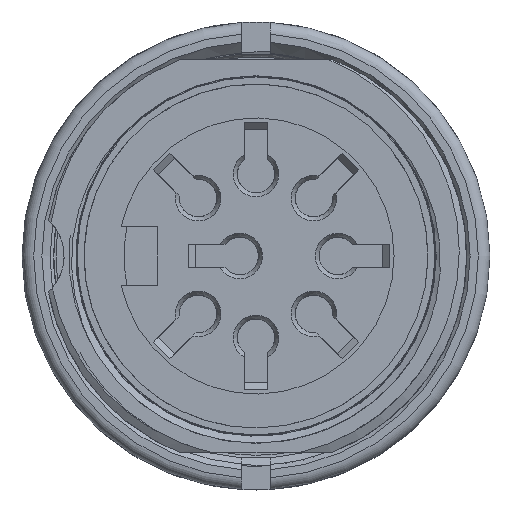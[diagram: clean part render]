
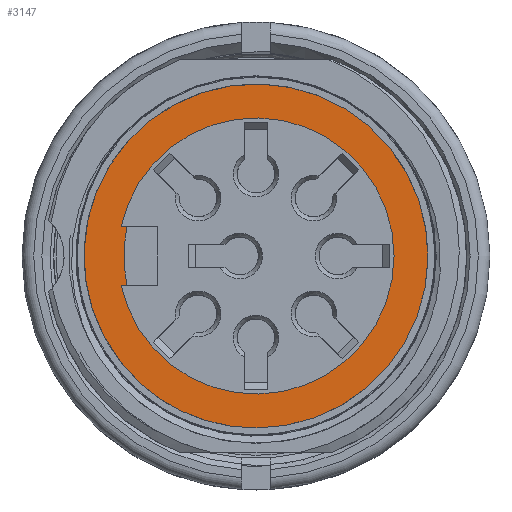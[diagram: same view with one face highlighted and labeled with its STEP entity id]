
A CAD part, front view. The second image highlights one B-rep face of the part: STEP entity #3147.
In plain terms, the highlighted planar face has unit normal (0, -1, 0).
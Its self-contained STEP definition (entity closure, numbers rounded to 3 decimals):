
#1948=FACE_BOUND('',#4573,.T.);
#1949=FACE_BOUND('',#4574,.T.);
#2616=PLANE('',#14585);
#3147=ADVANCED_FACE('',(#1948,#1949),#2616,.T.);
#4573=EDGE_LOOP('',(#9656));
#4574=EDGE_LOOP('',(#9657,#9658,#9659,#9660));
#5745=LINE('',#21471,#6899);
#5746=LINE('',#21473,#6900);
#6899=VECTOR('',#16738,1.);
#6900=VECTOR('',#16739,1.);
#9656=ORIENTED_EDGE('',*,*,#13269,.T.);
#9657=ORIENTED_EDGE('',*,*,#13270,.F.);
#9658=ORIENTED_EDGE('',*,*,#13268,.T.);
#9659=ORIENTED_EDGE('',*,*,#13271,.F.);
#9660=ORIENTED_EDGE('',*,*,#13272,.T.);
#11600=VERTEX_POINT('',#21462);
#11602=VERTEX_POINT('',#21466);
#11603=VERTEX_POINT('',#21470);
#11604=VERTEX_POINT('',#21472);
#11605=VERTEX_POINT('',#21474);
#13268=EDGE_CURVE('',#11600,#11602,#14007,.T.);
#13269=EDGE_CURVE('',#11603,#11603,#14008,.T.);
#13270=EDGE_CURVE('',#11600,#11604,#5745,.T.);
#13271=EDGE_CURVE('',#11605,#11602,#5746,.T.);
#13272=EDGE_CURVE('',#11605,#11604,#14009,.T.);
#14007=CIRCLE('',#14581,5.65);
#14008=CIRCLE('',#14583,7.35);
#14009=CIRCLE('',#14584,5.9);
#14581=AXIS2_PLACEMENT_3D('',#21467,#16732,#16733);
#14583=AXIS2_PLACEMENT_3D('',#21469,#16736,#16737);
#14584=AXIS2_PLACEMENT_3D('',#21475,#16740,#16741);
#14585=AXIS2_PLACEMENT_3D('',#21476,#16742,#16743);
#16732=DIRECTION('',(0.,1.,0.));
#16733=DIRECTION('',(-0.676,0.,-0.737));
#16736=DIRECTION('',(0.,-1.,0.));
#16737=DIRECTION('',(-0.676,0.,-0.737));
#16738=DIRECTION('',(-1.,0.,0.));
#16739=DIRECTION('',(1.,0.,0.));
#16740=DIRECTION('',(0.,1.,0.));
#16741=DIRECTION('',(0.,0.,-1.));
#16742=DIRECTION('',(0.,-1.,0.));
#16743=DIRECTION('',(0.737,0.,-0.676));
#21462=CARTESIAN_POINT('',(-4.914,-17.756,-1.25));
#21466=CARTESIAN_POINT('',(-4.914,-17.756,1.25));
#21467=CARTESIAN_POINT('',(0.596,-17.756,0.));
#21469=CARTESIAN_POINT('',(0.596,-17.756,0.));
#21470=CARTESIAN_POINT('',(-4.371,-17.756,-5.418));
#21471=CARTESIAN_POINT('',(-3.604,-17.756,-1.25));
#21472=CARTESIAN_POINT('',(-5.17,-17.756,-1.25));
#21473=CARTESIAN_POINT('',(-5.855,-17.756,1.25));
#21474=CARTESIAN_POINT('',(-5.17,-17.756,1.25));
#21475=CARTESIAN_POINT('',(0.596,-17.756,0.));
#21476=CARTESIAN_POINT('',(0.596,-17.756,0.));
